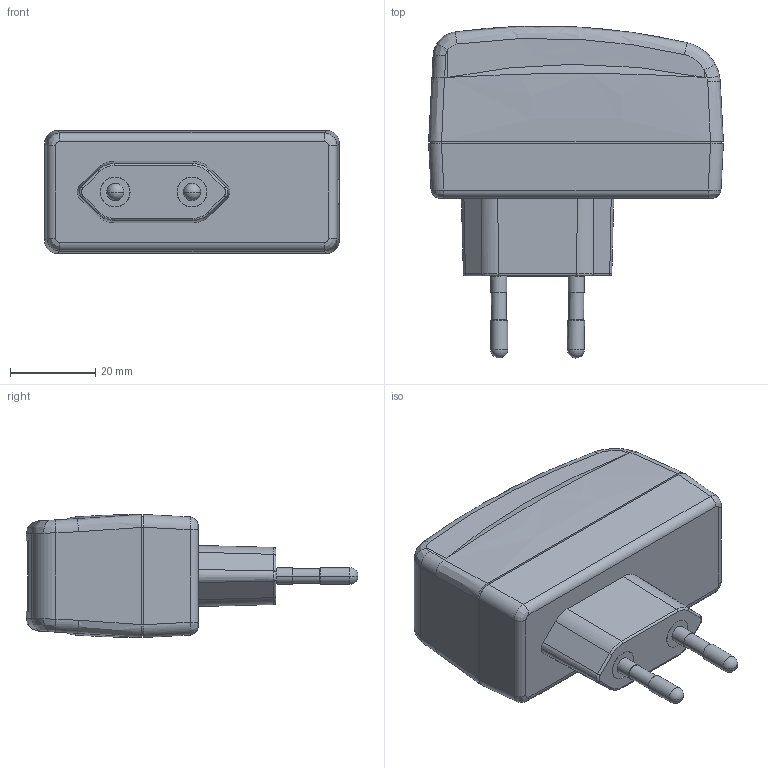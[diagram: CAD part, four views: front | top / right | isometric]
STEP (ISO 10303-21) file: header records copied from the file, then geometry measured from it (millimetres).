
FILE_DESCRIPTION((''),'2;1');
FILE_NAME('9W_UL_ASM_ASM','2022-01-11T13:37:16',('huangjun'),(''),'CREO PARAMETRIC BY PTC INC, 2018260','CREO PARAMETRIC BY PTC INC, 2018260','');
FILE_SCHEMA(('CONFIG_CONTROL_DESIGN'));
Length unit declared in the file: millimetre
Products named in the file (8): UL_TOP; EU_BOT; PRT0002_3_; PRT0003_2_; PRT0004_2_; UPPIN_; EU_PINS_ASM; 9W_UL_ASM_ASM
Assembly tree (8 placements, depth 3):
  9W_UL_ASM_ASM
    UL_TOP
    EU_BOT
    EU_PINS_ASM
      PRT0002_3_
      PRT0003_2_
      PRT0004_2_
      UPPIN_  x2
Bounding box: 69 x 77.71 x 28.8 mm (x, y, z)
Volume: 25429.2 mm3; surface area: 26323.2 mm2
Topology: 7 solids, 7 shells, 664 faces, 1795 edges, 1159 vertices
Faces by surface type: plane 432, cylinder 114, bspline 68, extrusion 24, cone 20, sphere 4, torus 2
Entity records: 23651 total; most frequent: CARTESIAN_POINT 8173, ORIENTED_EDGE 3510, DIRECTION 2656, EDGE_CURVE 1755, VECTOR 1144, VERTEX_POINT 1136, LINE 1120, AXIS2_PLACEMENT_3D 756
